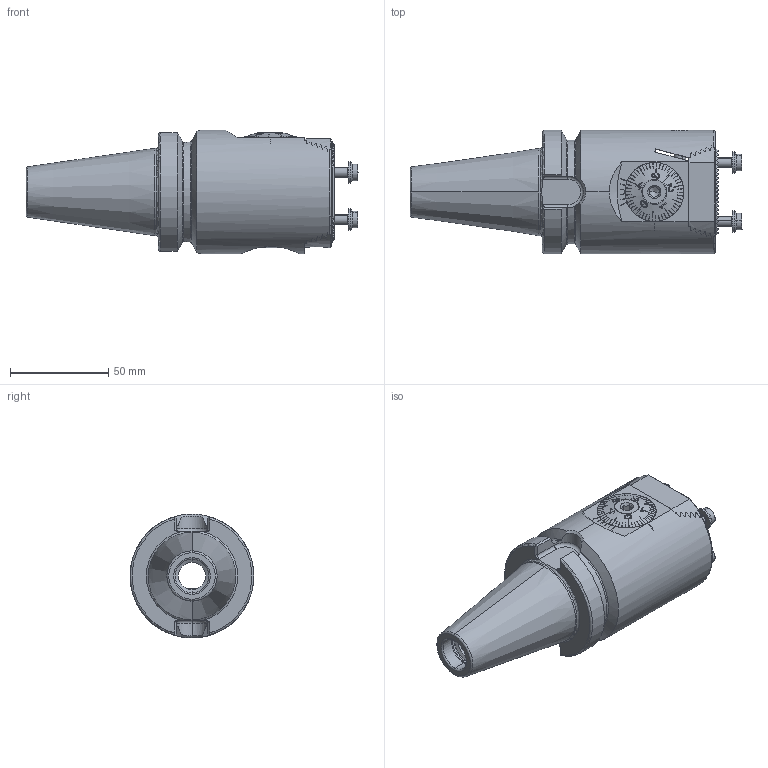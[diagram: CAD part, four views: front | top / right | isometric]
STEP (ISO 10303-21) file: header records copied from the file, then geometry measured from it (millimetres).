
FILE_DESCRIPTION (( 'STEP AP203' ), '1' );
FILE_NAME ('BT4-MH1.K01.090.STEP', '2017-02-15T14:48:40', ( 'SWIAdmin' ), ( 'Hewlett-Packard Company' ), 'SwSTEP 2.0', 'SolidWorks 2015', '' );
FILE_SCHEMA (( 'CONFIG_CONTROL_DESIGN' ));
Length unit declared in the file: millimetre
Products named in the file (17): BN 1392 - M5 x 16; A55-BG1.012.007_B; BT4-MH1.K01.090; MH1-BG1.001.049; BT4-MH1.K00.090_A; MH1-BG2.001.056_D; A55-BG2.012.006_B; MH1-BG3.001.042_D; A55-BG2.013.005_C; ISO 4026 - M4 x 5; A55-BG2.011.016_D; ISO 4026 - M10 x 20; A55-BG2.014.007_A; ISO 4762 - M6 x 16; A55-BG2.015.007_A; ISO 4026 - M8 x 6; MH1-BG1.001.049_B
Assembly tree (20 placements, depth 3):
  BT4-MH1.K01.090
    BT4-MH1.K00.090_A
    A55-BG2.012.006_B
    A55-BG2.013.005_C
    A55-BG2.015.007_A
      A55-BG2.011.016_D
      A55-BG2.014.007_A
    MH1-BG1.001.049
      MH1-BG1.001.049_B
      A55-BG1.012.007_B
    MH1-BG2.001.056_D
    MH1-BG3.001.042_D
    ISO 4026 - M4 x 5
    ISO 4026 - M10 x 20  x2
    ISO 4762 - M6 x 16
    ISO 4026 - M8 x 6
    BN 1392 - M5 x 16  x4
Bounding box: 168.98 x 63 x 63 mm (x, y, z)
Volume: 288155.9 mm3; surface area: 75895.5 mm2
Topology: 18 solids, 18 shells, 1198 faces, 3183 edges, 2016 vertices
Faces by surface type: plane 601, cylinder 266, cone 213, torus 78, bspline 40
Entity records: 41911 total; most frequent: CARTESIAN_POINT 14536, ORIENTED_EDGE 5858, DIRECTION 4688, EDGE_CURVE 2929, VERTEX_POINT 1885, AXIS2_PLACEMENT_3D 1791, EDGE_LOOP 1148, VECTOR 1106
